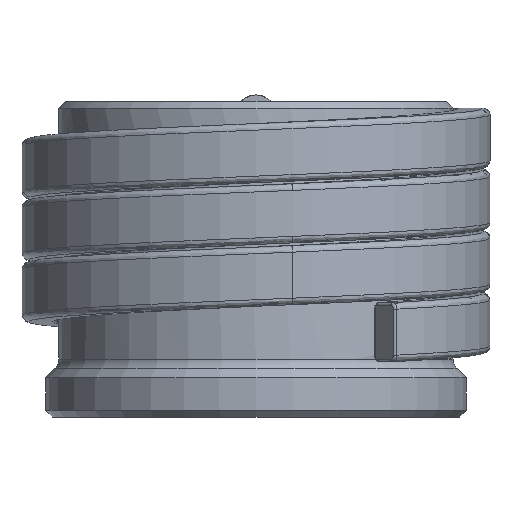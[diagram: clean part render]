
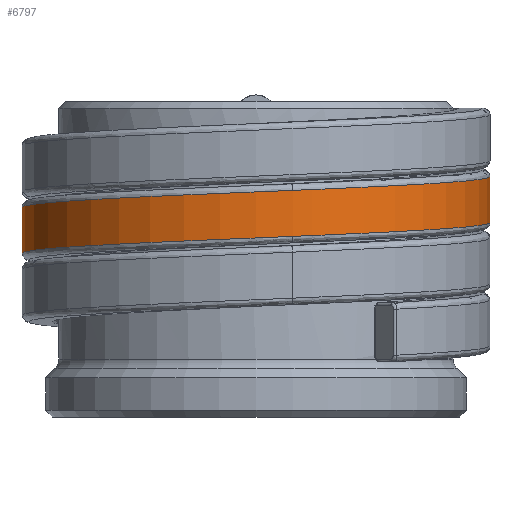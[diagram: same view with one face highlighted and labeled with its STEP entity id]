
A CAD part, left-side view. The second image highlights one B-rep face of the part: STEP entity #6797.
In plain terms, the highlighted cylindrical face has radius 17.8 mm (diameter 35.6 mm), a partial arc.
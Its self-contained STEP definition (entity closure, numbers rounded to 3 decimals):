
#1907=DIRECTION('',(0.,0.,1.));
#1908=VECTOR('',#1907,3.5);
#1909=CARTESIAN_POINT('',(16.611,-6.397,-13.));
#1910=LINE('',#1909,#1908);
#2529=CARTESIAN_POINT('',(8.185,-15.807,
-5.343));
#2530=CARTESIAN_POINT('',(7.077,-16.38,
-5.395));
#2531=CARTESIAN_POINT('',(4.742,-17.293,
-5.5));
#2532=CARTESIAN_POINT('',(1.03,-17.902,
-5.657));
#2533=CARTESIAN_POINT('',(-2.727,-17.723,
-5.814));
#2534=CARTESIAN_POINT('',(-6.364,-16.764,
-5.971));
#2535=CARTESIAN_POINT('',(-9.721,-15.068,
-6.129));
#2536=CARTESIAN_POINT('',(-12.651,-12.708,
-6.286));
#2537=CARTESIAN_POINT('',(-15.023,-9.79,
-6.443));
#2538=CARTESIAN_POINT('',(-16.735,-6.44,
-6.6));
#2539=CARTESIAN_POINT('',(-17.385,-4.019,
-6.705));
#2540=CARTESIAN_POINT('',(-17.58,-2.787,
-6.757));
#2559=CARTESIAN_POINT('',(8.185,-15.807,
-8.843));
#2560=CARTESIAN_POINT('',(7.077,-16.38,
-8.895));
#2561=CARTESIAN_POINT('',(4.742,-17.293,
-9.));
#2562=CARTESIAN_POINT('',(1.03,-17.902,
-9.157));
#2563=CARTESIAN_POINT('',(-2.727,-17.723,
-9.314));
#2564=CARTESIAN_POINT('',(-6.364,-16.764,
-9.471));
#2565=CARTESIAN_POINT('',(-9.721,-15.068,
-9.629));
#2566=CARTESIAN_POINT('',(-12.651,-12.708,
-9.786));
#2567=CARTESIAN_POINT('',(-15.023,-9.79,
-9.943));
#2568=CARTESIAN_POINT('',(-16.735,-6.44,
-10.1));
#2569=CARTESIAN_POINT('',(-17.385,-4.019,
-10.205));
#2570=CARTESIAN_POINT('',(-17.58,-2.787,
-10.257));
#2572=CARTESIAN_POINT('',(-17.58,-2.787,
-10.257));
#2573=CARTESIAN_POINT('',(-17.77,-1.593,
-10.308));
#2574=CARTESIAN_POINT('',(-17.904,0.833,
-10.41));
#2575=CARTESIAN_POINT('',(-17.366,4.437,
-10.562));
#2576=CARTESIAN_POINT('',(-16.109,7.858,
-10.714));
#2577=CARTESIAN_POINT('',(-14.186,10.954,
-10.867));
#2578=CARTESIAN_POINT('',(-11.677,13.598,
-11.019));
#2579=CARTESIAN_POINT('',(-8.685,15.679,
-11.172));
#2580=CARTESIAN_POINT('',(-5.334,17.111,
-11.324));
#2581=CARTESIAN_POINT('',(-1.762,17.837,
-11.476));
#2582=CARTESIAN_POINT('',(1.882,17.824,-11.629));
#2583=CARTESIAN_POINT('',(5.449,17.075,-11.781));
#2584=CARTESIAN_POINT('',(8.79,15.62,-11.933));
#2585=CARTESIAN_POINT('',(11.768,13.519,-12.086));
#2586=CARTESIAN_POINT('',(14.26,10.859,-12.238));
#2587=CARTESIAN_POINT('',(16.161,7.75,-12.391));
#2588=CARTESIAN_POINT('',(17.395,4.32,-12.543));
#2589=CARTESIAN_POINT('',(17.909,0.712,
-12.695));
#2590=CARTESIAN_POINT('',(17.683,-2.925,
-12.848));
#2591=CARTESIAN_POINT('',(17.045,-5.27,
-12.949));
#2592=CARTESIAN_POINT('',(16.611,-6.397,-13.));
#2594=DIRECTION('',(0.,0.,1.));
#2595=VECTOR('',#2594,3.5);
#2596=CARTESIAN_POINT('',(8.185,-15.807,
-8.843));
#2597=LINE('',#2596,#2595);
#2638=CARTESIAN_POINT('',(-17.58,-2.787,
-10.257));
#2981=CARTESIAN_POINT('',(-17.58,-2.787,
-6.757));
#2988=CARTESIAN_POINT('',(-17.58,-2.787,
-6.757));
#2989=CARTESIAN_POINT('',(-17.77,-1.593,
-6.808));
#2990=CARTESIAN_POINT('',(-17.904,0.833,
-6.91));
#2991=CARTESIAN_POINT('',(-17.366,4.437,
-7.062));
#2992=CARTESIAN_POINT('',(-16.109,7.858,
-7.214));
#2993=CARTESIAN_POINT('',(-14.186,10.954,
-7.367));
#2994=CARTESIAN_POINT('',(-11.677,13.598,
-7.519));
#2995=CARTESIAN_POINT('',(-8.685,15.679,
-7.672));
#2996=CARTESIAN_POINT('',(-5.334,17.111,
-7.824));
#2997=CARTESIAN_POINT('',(-1.762,17.837,
-7.976));
#2998=CARTESIAN_POINT('',(1.882,17.824,-8.129));
#2999=CARTESIAN_POINT('',(5.449,17.075,-8.281));
#3000=CARTESIAN_POINT('',(8.79,15.62,-8.433));
#3001=CARTESIAN_POINT('',(11.768,13.519,-8.586));
#3002=CARTESIAN_POINT('',(14.26,10.859,-8.738));
#3003=CARTESIAN_POINT('',(16.161,7.75,-8.891));
#3004=CARTESIAN_POINT('',(17.395,4.32,-9.043));
#3005=CARTESIAN_POINT('',(17.909,0.712,
-9.195));
#3006=CARTESIAN_POINT('',(17.683,-2.925,
-9.348));
#3007=CARTESIAN_POINT('',(17.045,-5.27,
-9.449));
#3008=CARTESIAN_POINT('',(16.611,-6.397,-9.5));
#3435=CARTESIAN_POINT('',(8.185,-15.807,
-8.843));
#3436=CARTESIAN_POINT('',(8.185,-15.807,
-5.343));
#3437=VERTEX_POINT('',#3435);
#3438=VERTEX_POINT('',#3436);
#3447=VERTEX_POINT('',#2638);
#3448=VERTEX_POINT('',#2981);
#3452=VERTEX_POINT('',#2592);
#3453=VERTEX_POINT('',#3008);
#6781=CARTESIAN_POINT('',(0.,0.,-0.5));
#6782=DIRECTION('',(0.,0.,-1.));
#6783=DIRECTION('',(0.46,-0.888,0.));
#6784=AXIS2_PLACEMENT_3D('',#6781,#6782,#6783);
#6785=CYLINDRICAL_SURFACE('',#6784,17.8);
#6787=ORIENTED_EDGE('',*,*,#6786,.T.);
#6789=ORIENTED_EDGE('',*,*,#6788,.T.);
#6790=ORIENTED_EDGE('',*,*,#5438,.T.);
#6792=ORIENTED_EDGE('',*,*,#6791,.F.);
#6793=ORIENTED_EDGE('',*,*,#6759,.F.);
#6794=ORIENTED_EDGE('',*,*,#5404,.F.);
#6795=EDGE_LOOP('',(#6787,#6789,#6790,#6792,#6793,#6794));
#6796=FACE_OUTER_BOUND('',#6795,.F.);
#2541=B_SPLINE_CURVE_WITH_KNOTS('',3,(#2529,#2530,#2531,#2532,#2533,#2534,#2535,
#2536,#2537,#2538,#2539,#2540),.UNSPECIFIED.,.F.,.F.,(4,1,1,1,1,1,1,1,1,4),
(0.,0.111,0.222,0.333,0.444,
0.556,0.667,0.778,0.889,1.),
.UNSPECIFIED.);
#2571=B_SPLINE_CURVE_WITH_KNOTS('',3,(#2559,#2560,#2561,#2562,#2563,#2564,#2565,
#2566,#2567,#2568,#2569,#2570),.UNSPECIFIED.,.F.,.F.,(4,1,1,1,1,1,1,1,1,4),
(0.,0.111,0.222,0.333,0.444,
0.556,0.667,0.778,0.889,1.),
.UNSPECIFIED.);
#2593=B_SPLINE_CURVE_WITH_KNOTS('',3,(#2572,#2573,#2574,#2575,#2576,#2577,#2578,
#2579,#2580,#2581,#2582,#2583,#2584,#2585,#2586,#2587,#2588,#2589,#2590,#2591,
#2592),.UNSPECIFIED.,.F.,.F.,(4,1,1,1,1,1,1,1,1,1,1,1,1,1,1,1,1,1,4),(0.,
0.056,0.111,0.167,0.222,
0.278,0.333,0.389,0.444,0.5,
0.556,0.611,0.667,0.722,
0.778,0.833,0.889,0.944,1.),
.UNSPECIFIED.);
#3009=B_SPLINE_CURVE_WITH_KNOTS('',3,(#2988,#2989,#2990,#2991,#2992,#2993,#2994,
#2995,#2996,#2997,#2998,#2999,#3000,#3001,#3002,#3003,#3004,#3005,#3006,#3007,
#3008),.UNSPECIFIED.,.F.,.F.,(4,1,1,1,1,1,1,1,1,1,1,1,1,1,1,1,1,1,4),(0.,
0.056,0.111,0.167,0.222,
0.278,0.333,0.389,0.444,0.5,
0.556,0.611,0.667,0.722,
0.778,0.833,0.889,0.944,1.),
.UNSPECIFIED.);
#5404=EDGE_CURVE('',#3437,#3438,#2597,.T.);
#5438=EDGE_CURVE('',#3452,#3453,#1910,.T.);
#6759=EDGE_CURVE('',#3438,#3448,#2541,.T.);
#6786=EDGE_CURVE('',#3437,#3447,#2571,.T.);
#6788=EDGE_CURVE('',#3447,#3452,#2593,.T.);
#6791=EDGE_CURVE('',#3448,#3453,#3009,.T.);
#6797=ADVANCED_FACE('',(#6796),#6785,.T.);
